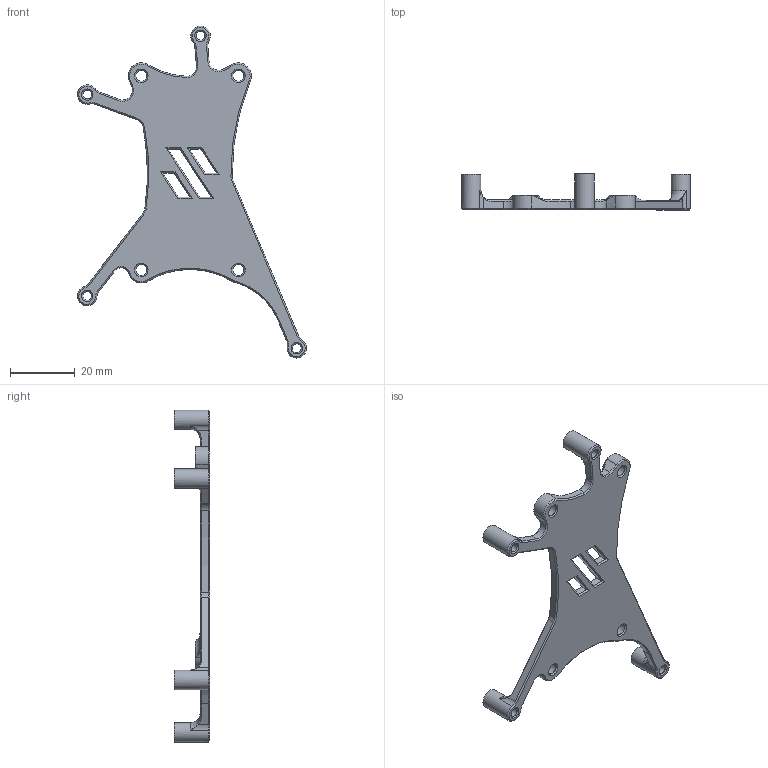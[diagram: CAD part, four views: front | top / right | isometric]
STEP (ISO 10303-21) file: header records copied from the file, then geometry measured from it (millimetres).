
FILE_DESCRIPTION(/* description */ (''),/* implementation_level */ '2;1');
FILE_NAME(/* name */ 'SKR_E3_Mounting_Bracket.step',/* time_stamp */ '2022-04-11T21:24:35-06:00',/* author */ (''),/* organization */ (''),/* preprocessor_version */ 'ST-DEVELOPER v18.1',/* originating_system */ 'Autodesk Translation Framework v10.14.0.1471',/* authorisation */ '');
FILE_SCHEMA (('AUTOMOTIVE_DESIGN { 1 0 10303 214 3 1 1 }'));
Length unit declared in the file: millimetre
Products named in the file (1): SKR_E3_Mounting_Bracket
Bounding box: 70.74 x 11 x 102.59 mm (x, y, z)
Volume: 7977.5 mm3; surface area: 7204.3 mm2
Topology: 1 solids, 1 shells, 208 faces, 502 edges, 292 vertices
Faces by surface type: plane 74, cone 58, cylinder 42, bspline 26, torus 8
Full cylindrical faces by diameter (mm): 2.7 x4, 3.4 x4, 4.5 x4, 6 x4
Entity records: 11255 total; most frequent: CARTESIAN_POINT 6504, ORIENTED_EDGE 988, DIRECTION 949, EDGE_CURVE 494, AXIS2_PLACEMENT_3D 343, VERTEX_POINT 292, LINE 263, VECTOR 263
